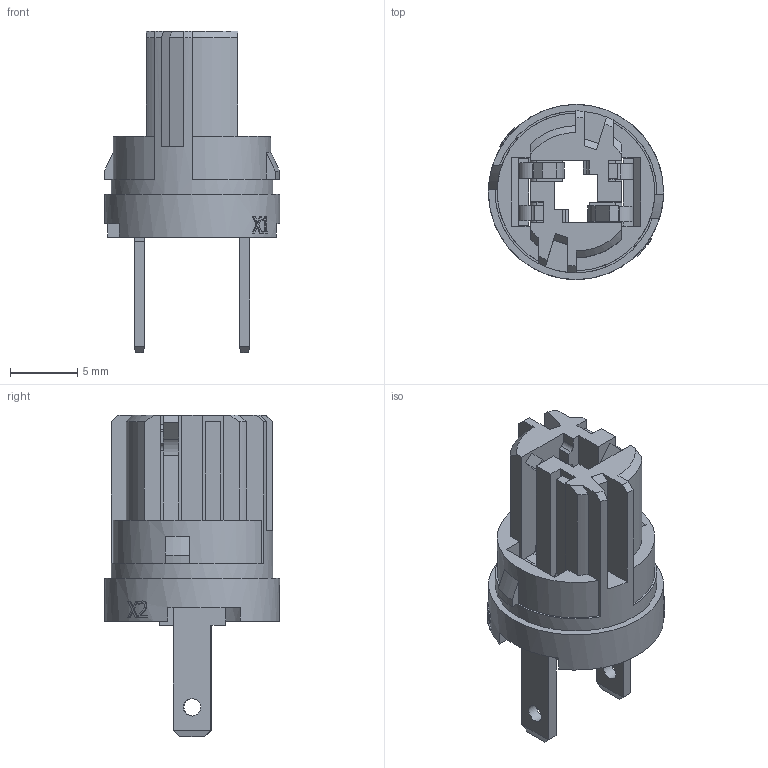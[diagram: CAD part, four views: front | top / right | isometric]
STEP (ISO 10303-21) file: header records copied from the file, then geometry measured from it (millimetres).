
FILE_DESCRIPTION(/* description */ (''),/* implementation_level */ '2;1');
FILE_NAME(/* name */ 'L4.stp',/* time_stamp */ '2019-10-22T15:45:31+02:00',/* author */ ('thagel'),/* organization */ (''),/* preprocessor_version */ 'ST-DEVELOPER v17.2',/* originating_system */ 'Autodesk Inventor 2019',/* authorisation */ '');
FILE_SCHEMA (('AUTOMOTIVE_DESIGN { 1 0 10303 214 3 1 1 }'));
Length unit declared in the file: millimetre
Products named in the file (1): L4
Bounding box: 13 x 13 x 23.9 mm (x, y, z)
Volume: 952.9 mm3; surface area: 1603.6 mm2
Topology: 1 solids, 1 shells, 405 faces, 1169 edges, 770 vertices
Faces by surface type: plane 279, bspline 66, cylinder 50, cone 10
Full cylindrical faces by diameter (mm): 1.3 x2, 12 x1, 13 x1
Entity records: 13936 total; most frequent: CARTESIAN_POINT 3589, ORIENTED_EDGE 2338, DIRECTION 1849, EDGE_CURVE 1169, LINE 861, VECTOR 861, VERTEX_POINT 770, AXIS2_PLACEMENT_3D 494
